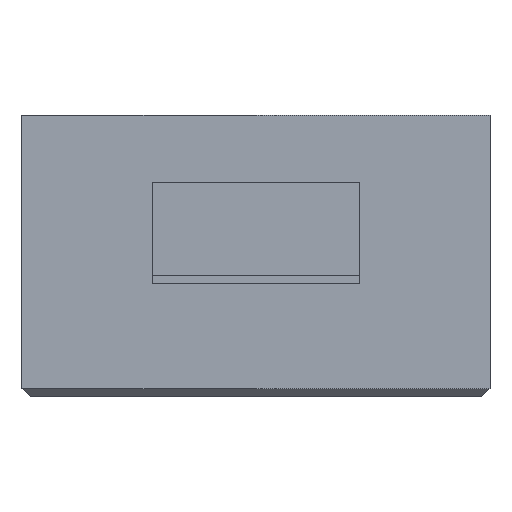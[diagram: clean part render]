
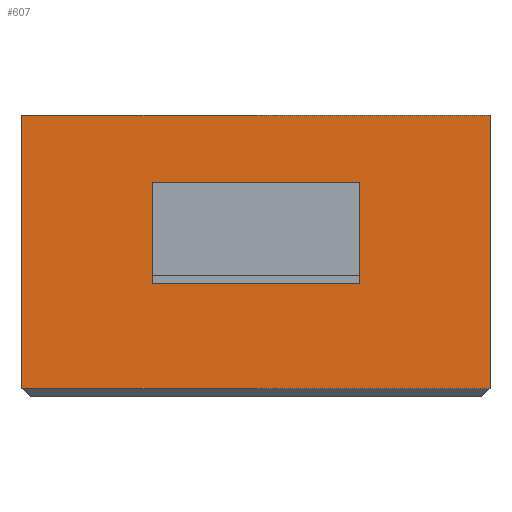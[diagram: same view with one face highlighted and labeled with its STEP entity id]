
A CAD part, left-side view. The second image highlights one B-rep face of the part: STEP entity #607.
In plain terms, the highlighted planar face has unit normal (-1, 0, 0).
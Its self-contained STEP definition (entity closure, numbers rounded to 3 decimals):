
#607=ADVANCED_FACE('',(#825),#3312,.T.);
#825=FACE_OUTER_BOUND('',#1060,.T.);
#1060=EDGE_LOOP('',(#1540,#1541,#1542,#1543));
#1540=ORIENTED_EDGE('',*,*,#2278,.F.);
#1541=ORIENTED_EDGE('',*,*,#2276,.T.);
#1542=ORIENTED_EDGE('',*,*,#2277,.T.);
#1543=ORIENTED_EDGE('',*,*,#2386,.F.);
#2276=EDGE_CURVE('',#2979,#2980,#2770,.T.);
#2277=EDGE_CURVE('',#2980,#3052,#2771,.T.);
#2278=EDGE_CURVE('',#2979,#3051,#2772,.T.);
#2386=EDGE_CURVE('',#3051,#3052,#2829,.T.);
#2770=B_SPLINE_CURVE_WITH_KNOTS('',1,(#4150,#4151),.UNSPECIFIED.,.F.,.F.,
(2,2),(0.,112.5),.UNSPECIFIED.);
#2771=B_SPLINE_CURVE_WITH_KNOTS('',1,(#4152,#4153),.UNSPECIFIED.,.F.,.F.,
(2,2),(0.,51.879),.UNSPECIFIED.);
#2772=B_SPLINE_CURVE_WITH_KNOTS('',1,(#4154,#4155),.UNSPECIFIED.,.F.,.F.,
(2,2),(0.,51.879),.UNSPECIFIED.);
#2829=B_SPLINE_CURVE_WITH_KNOTS('',1,(#4484,#4485),.UNSPECIFIED.,.F.,.F.,
(2,2),(0.,122.5),.UNSPECIFIED.);
#2979=VERTEX_POINT('',#4062);
#2980=VERTEX_POINT('',#4063);
#3051=VERTEX_POINT('',#4134);
#3052=VERTEX_POINT('',#4135);
#3312=PLANE('',#3438);
#3438=AXIS2_PLACEMENT_3D('',#3994,#3547,$);
#3547=DIRECTION('',(-1.,0.,0.));
#3994=CARTESIAN_POINT('',(443.75,-56.5,36.64));
#4062=CARTESIAN_POINT('',(443.75,-56.5,36.64));
#4063=CARTESIAN_POINT('',(443.75,56.5,36.64));
#4134=CARTESIAN_POINT('',(443.75,-56.5,-29.36));
#4135=CARTESIAN_POINT('',(443.75,56.5,-29.36));
#4150=CARTESIAN_POINT('',(443.75,-56.5,36.64));
#4151=CARTESIAN_POINT('',(443.75,56.5,36.64));
#4152=CARTESIAN_POINT('',(443.75,56.5,36.64));
#4153=CARTESIAN_POINT('',(443.75,56.5,-29.36));
#4154=CARTESIAN_POINT('',(443.75,-56.5,36.64));
#4155=CARTESIAN_POINT('',(443.75,-56.5,-29.36));
#4484=CARTESIAN_POINT('',(443.75,-56.5,-29.36));
#4485=CARTESIAN_POINT('',(443.75,56.5,-29.36));
